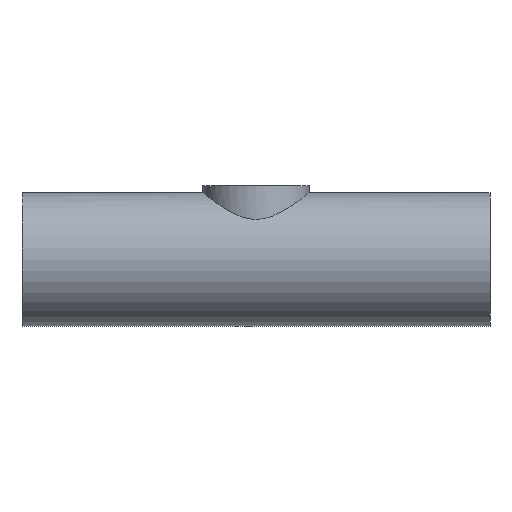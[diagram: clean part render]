
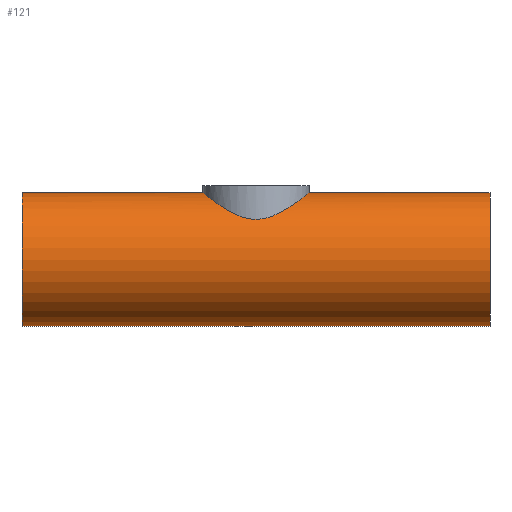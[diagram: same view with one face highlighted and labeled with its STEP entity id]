
A CAD part, front view. The second image highlights one B-rep face of the part: STEP entity #121.
In plain terms, the highlighted cylindrical face has radius 10.85 mm (diameter 21.7 mm), a full revolution.
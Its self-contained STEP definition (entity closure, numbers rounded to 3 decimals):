
#21=FACE_BOUND('',#39,.T.);
#28=FACE_OUTER_BOUND('',#38,.T.);
#38=EDGE_LOOP('',(#104,#105,#106,#107));
#39=EDGE_LOOP('',(#108,#109));
#46=CIRCLE('',#152,10.85);
#47=CIRCLE('',#154,10.85);
#51=LINE('',#310,#55);
#55=VECTOR('',#185,10.85);
#58=B_SPLINE_CURVE_WITH_KNOTS('',3,(#251,#252,#253,#254,#255,#256,#257,
#258,#259,#260,#261,#262,#263,#264),.UNSPECIFIED.,.F.,.F.,(4,2,2,2,2,2,
4),(0.,0.216,0.431,0.685,0.938,
1.153,1.368),.UNSPECIFIED.);
#59=B_SPLINE_CURVE_WITH_KNOTS('',3,(#265,#266,#267,#268,#269,#270,#271,
#272,#273,#274,#275,#276,#277,#278,#279,#280,#281,#282,#283,#284,#285,#286,
#287,#288,#289,#290,#291,#292,#293,#294,#295,#296,#297,#298,#299,#300,#301,
#302),.UNSPECIFIED.,.F.,.F.,(4,2,2,2,2,2,2,2,2,2,2,2,2,2,2,2,2,2,4),(1.368,
1.583,1.798,2.051,2.305,2.52,
2.736,2.951,3.167,3.421,3.674,
3.889,4.104,4.319,4.533,4.787,
5.041,5.256,5.472),.UNSPECIFIED.);
#66=VERTEX_POINT('',#248);
#67=VERTEX_POINT('',#250);
#68=VERTEX_POINT('',#305);
#69=VERTEX_POINT('',#308);
#79=EDGE_CURVE('',#67,#66,#58,.T.);
#80=EDGE_CURVE('',#66,#67,#59,.T.);
#81=EDGE_CURVE('',#68,#68,#46,.T.);
#82=EDGE_CURVE('',#69,#69,#47,.T.);
#83=EDGE_CURVE('',#69,#68,#51,.T.);
#104=ORIENTED_EDGE('',*,*,#82,.F.);
#105=ORIENTED_EDGE('',*,*,#83,.T.);
#106=ORIENTED_EDGE('',*,*,#81,.F.);
#107=ORIENTED_EDGE('',*,*,#83,.F.);
#108=ORIENTED_EDGE('',*,*,#79,.T.);
#109=ORIENTED_EDGE('',*,*,#80,.T.);
#115=CYLINDRICAL_SURFACE('',#153,10.85);
#121=ADVANCED_FACE('',(#28,#21),#115,.T.);
#152=AXIS2_PLACEMENT_3D('',#306,#179,#180);
#153=AXIS2_PLACEMENT_3D('',#307,#181,#182);
#154=AXIS2_PLACEMENT_3D('',#309,#183,#184);
#179=DIRECTION('center_axis',(-1.,0.,0.));
#180=DIRECTION('ref_axis',(0.,1.,0.));
#181=DIRECTION('center_axis',(1.,0.,0.));
#182=DIRECTION('ref_axis',(0.,1.,0.));
#183=DIRECTION('center_axis',(1.,0.,0.));
#184=DIRECTION('ref_axis',(0.,1.,0.));
#185=DIRECTION('',(-1.,0.,0.));
#248=CARTESIAN_POINT('',(-8.65,0.,10.85));
#250=CARTESIAN_POINT('',(0.,-8.65,6.55));
#251=CARTESIAN_POINT('Ctrl Pts',(0.,-8.65,6.55));
#252=CARTESIAN_POINT('Ctrl Pts',(-0.718,-8.65,6.55));
#253=CARTESIAN_POINT('Ctrl Pts',(-1.477,-8.555,6.68));
#254=CARTESIAN_POINT('Ctrl Pts',(-2.901,-8.182,7.132));
#255=CARTESIAN_POINT('Ctrl Pts',(-3.57,-7.906,7.444));
#256=CARTESIAN_POINT('Ctrl Pts',(-4.813,-7.228,8.108));
#257=CARTESIAN_POINT('Ctrl Pts',(-5.479,-6.744,8.529));
#258=CARTESIAN_POINT('Ctrl Pts',(-6.653,-5.589,9.326));
#259=CARTESIAN_POINT('Ctrl Pts',(-7.161,-4.917,9.701));
#260=CARTESIAN_POINT('Ctrl Pts',(-7.876,-3.638,10.242));
#261=CARTESIAN_POINT('Ctrl Pts',(-8.168,-2.947,10.469));
#262=CARTESIAN_POINT('Ctrl Pts',(-8.555,-1.486,10.774));
#263=CARTESIAN_POINT('Ctrl Pts',(-8.65,-0.716,10.85));
#264=CARTESIAN_POINT('Ctrl Pts',(-8.65,0.,10.85));
#265=CARTESIAN_POINT('Ctrl Pts',(-8.65,0.,10.85));
#266=CARTESIAN_POINT('Ctrl Pts',(-8.65,0.716,10.85));
#267=CARTESIAN_POINT('Ctrl Pts',(-8.555,1.486,10.774));
#268=CARTESIAN_POINT('Ctrl Pts',(-8.168,2.947,10.469));
#269=CARTESIAN_POINT('Ctrl Pts',(-7.876,3.638,10.242));
#270=CARTESIAN_POINT('Ctrl Pts',(-7.161,4.917,9.701));
#271=CARTESIAN_POINT('Ctrl Pts',(-6.653,5.589,9.326));
#272=CARTESIAN_POINT('Ctrl Pts',(-5.479,6.744,8.529));
#273=CARTESIAN_POINT('Ctrl Pts',(-4.813,7.228,8.108));
#274=CARTESIAN_POINT('Ctrl Pts',(-3.57,7.906,7.444));
#275=CARTESIAN_POINT('Ctrl Pts',(-2.901,8.182,7.132));
#276=CARTESIAN_POINT('Ctrl Pts',(-1.477,8.555,6.68));
#277=CARTESIAN_POINT('Ctrl Pts',(-0.718,8.65,6.55));
#278=CARTESIAN_POINT('Ctrl Pts',(0.718,8.65,6.55));
#279=CARTESIAN_POINT('Ctrl Pts',(1.477,8.555,6.68));
#280=CARTESIAN_POINT('Ctrl Pts',(2.901,8.182,7.132));
#281=CARTESIAN_POINT('Ctrl Pts',(3.57,7.906,7.444));
#282=CARTESIAN_POINT('Ctrl Pts',(4.813,7.228,8.108));
#283=CARTESIAN_POINT('Ctrl Pts',(5.479,6.744,8.529));
#284=CARTESIAN_POINT('Ctrl Pts',(6.653,5.589,9.326));
#285=CARTESIAN_POINT('Ctrl Pts',(7.161,4.917,9.701));
#286=CARTESIAN_POINT('Ctrl Pts',(7.876,3.638,10.242));
#287=CARTESIAN_POINT('Ctrl Pts',(8.168,2.947,10.469));
#288=CARTESIAN_POINT('Ctrl Pts',(8.555,1.486,10.774));
#289=CARTESIAN_POINT('Ctrl Pts',(8.65,0.716,10.85));
#290=CARTESIAN_POINT('Ctrl Pts',(8.65,-0.716,10.85));
#291=CARTESIAN_POINT('Ctrl Pts',(8.555,-1.486,10.774));
#292=CARTESIAN_POINT('Ctrl Pts',(8.168,-2.947,10.469));
#293=CARTESIAN_POINT('Ctrl Pts',(7.876,-3.638,10.242));
#294=CARTESIAN_POINT('Ctrl Pts',(7.161,-4.917,9.701));
#295=CARTESIAN_POINT('Ctrl Pts',(6.653,-5.589,9.326));
#296=CARTESIAN_POINT('Ctrl Pts',(5.479,-6.744,8.529));
#297=CARTESIAN_POINT('Ctrl Pts',(4.813,-7.228,8.108));
#298=CARTESIAN_POINT('Ctrl Pts',(3.57,-7.906,7.444));
#299=CARTESIAN_POINT('Ctrl Pts',(2.901,-8.182,7.132));
#300=CARTESIAN_POINT('Ctrl Pts',(1.477,-8.555,6.68));
#301=CARTESIAN_POINT('Ctrl Pts',(0.718,-8.65,6.55));
#302=CARTESIAN_POINT('Ctrl Pts',(0.,-8.65,6.55));
#305=CARTESIAN_POINT('',(-38.1,-10.85,0.));
#306=CARTESIAN_POINT('Origin',(-38.1,0.,0.));
#307=CARTESIAN_POINT('Origin',(0.,0.,0.));
#308=CARTESIAN_POINT('',(38.1,-10.85,0.));
#309=CARTESIAN_POINT('Origin',(38.1,0.,0.));
#310=CARTESIAN_POINT('',(0.,-10.85,0.));
